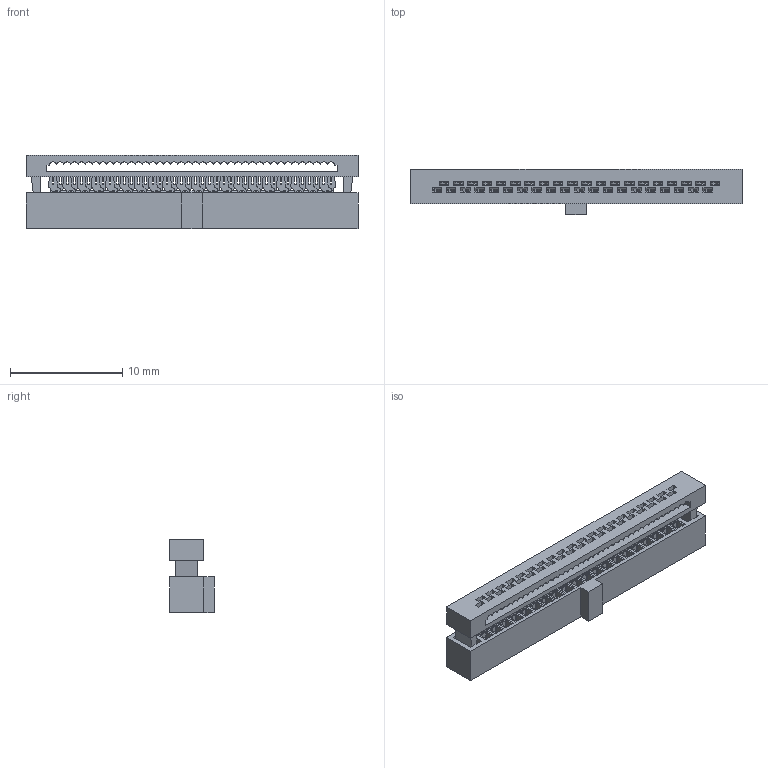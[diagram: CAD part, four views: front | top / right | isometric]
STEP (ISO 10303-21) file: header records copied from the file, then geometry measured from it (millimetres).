
FILE_DESCRIPTION(/* description */ ('Unknown'),/* implementation_level */ '2;1');
FILE_NAME(/* name */ '62704023121',/* time_stamp */ '2020-05-28T10:15:33+02:00',/* author */ ('Unknown'),/* organization */ ('Unknown'),/* preprocessor_version */ 'ST-DEVELOPER v16.7',/* originating_system */ 'DEX',/* authorisation */ $);
FILE_SCHEMA (('AUTOMOTIVE_DESIGN {1 0 10303 214 3 1 1}'));
Length unit declared in the file: millimetre
Products named in the file (4): 6270xx23121_Open; 62704023121; 6270xx23121_Pin; 62704023121_Cable clamp
Assembly tree (42 placements, depth 2):
  6270xx23121_Open
    62704023121
    6270xx23121_Pin  x40
    62704023121_Cable clamp
Bounding box: 29.59 x 4 x 6.53 mm (x, y, z)
Volume: 315.3 mm3; surface area: 2015.8 mm2
Topology: 42 solids, 42 shells, 6045 faces, 16547 edges, 10630 vertices
Faces by surface type: plane 3755, cylinder 1890, bspline 240, torus 160
Entity records: 36232 total; most frequent: CARTESIAN_POINT 6473, ORIENTED_EDGE 6340, DIRECTION 5848, EDGE_CURVE 3170, LINE 2726, VECTOR 2726, VERTEX_POINT 2050, AXIS2_PLACEMENT_3D 1561
